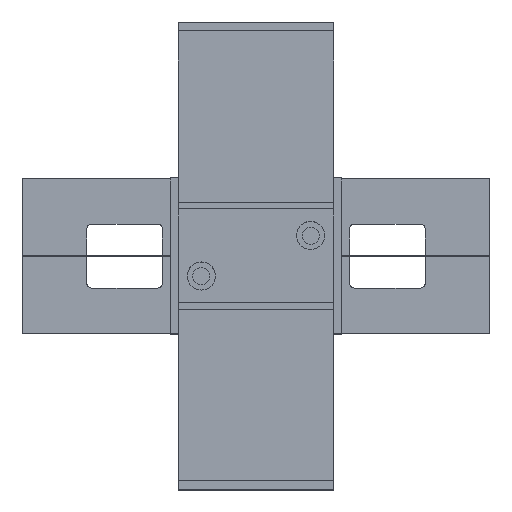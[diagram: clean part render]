
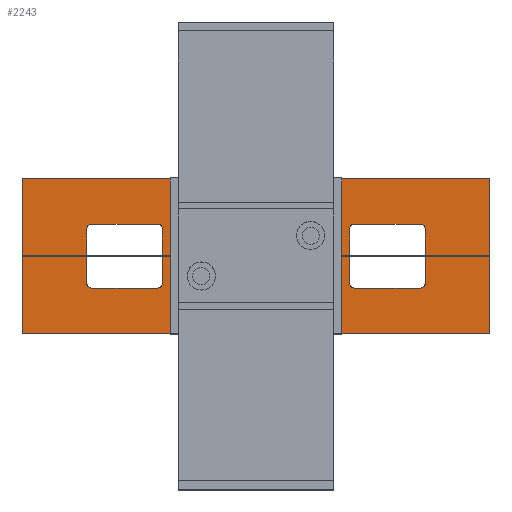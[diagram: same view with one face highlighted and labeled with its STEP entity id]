
A CAD part, top view. The second image highlights one B-rep face of the part: STEP entity #2243.
In plain terms, the highlighted planar face has unit normal (0, 0, 1).
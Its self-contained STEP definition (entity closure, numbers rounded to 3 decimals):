
#2243 = ADVANCED_FACE( '', ( #5787, #5788, #5789 ), #5790, .T. );
#5787 = FACE_BOUND( '', #9647, .T. );
#5788 = FACE_OUTER_BOUND( '', #9648, .T. );
#5789 = FACE_BOUND( '', #9649, .T. );
#5790 = PLANE( '', #9650 );
#9647 = EDGE_LOOP( '', ( #24802, #24803, #24804, #24805, #24806, #24807, #24808, #24809 ) );
#9648 = EDGE_LOOP( '', ( #24810, #24811, #24812, #24813 ) );
#9649 = EDGE_LOOP( '', ( #24814, #24815, #24816, #24817, #24818, #24819, #24820, #24821 ) );
#9650 = AXIS2_PLACEMENT_3D( '', #24822, #24823, #24824 );
#24802 = ORIENTED_EDGE( '', *, *, #29296, .F. );
#24803 = ORIENTED_EDGE( '', *, *, #29297, .T. );
#24804 = ORIENTED_EDGE( '', *, *, #29294, .F. );
#24805 = ORIENTED_EDGE( '', *, *, #29272, .T. );
#24806 = ORIENTED_EDGE( '', *, *, #29298, .F. );
#24807 = ORIENTED_EDGE( '', *, *, #29299, .T. );
#24808 = ORIENTED_EDGE( '', *, *, #29300, .F. );
#24809 = ORIENTED_EDGE( '', *, *, #29301, .T. );
#24810 = ORIENTED_EDGE( '', *, *, #29268, .T. );
#24811 = ORIENTED_EDGE( '', *, *, #29293, .T. );
#24812 = ORIENTED_EDGE( '', *, *, #29302, .T. );
#24813 = ORIENTED_EDGE( '', *, *, #29303, .T. );
#24814 = ORIENTED_EDGE( '', *, *, #29304, .F. );
#24815 = ORIENTED_EDGE( '', *, *, #29305, .T. );
#24816 = ORIENTED_EDGE( '', *, *, #29306, .F. );
#24817 = ORIENTED_EDGE( '', *, *, #29307, .T. );
#24818 = ORIENTED_EDGE( '', *, *, #29308, .F. );
#24819 = ORIENTED_EDGE( '', *, *, #29309, .T. );
#24820 = ORIENTED_EDGE( '', *, *, #29310, .F. );
#24821 = ORIENTED_EDGE( '', *, *, #29311, .T. );
#24822 = CARTESIAN_POINT( '', ( -149.5, -49.5, 4. ) );
#24823 = DIRECTION( '', ( 0., 0., 1. ) );
#24824 = DIRECTION( '', ( 1., 0., 0. ) );
#29268 = EDGE_CURVE( '', #36548, #36546, #36549, .T. );
#29272 = EDGE_CURVE( '', #36556, #36554, #36557, .F. );
#29293 = EDGE_CURVE( '', #36546, #36593, #36595, .T. );
#29294 = EDGE_CURVE( '', #36556, #36596, #36597, .T. );
#29296 = EDGE_CURVE( '', #36599, #36600, #36601, .T. );
#29297 = EDGE_CURVE( '', #36599, #36596, #36602, .F. );
#29298 = EDGE_CURVE( '', #36603, #36554, #36604, .T. );
#29299 = EDGE_CURVE( '', #36603, #36605, #36606, .F. );
#29300 = EDGE_CURVE( '', #36607, #36605, #36608, .T. );
#29301 = EDGE_CURVE( '', #36607, #36600, #36609, .F. );
#29302 = EDGE_CURVE( '', #36593, #36610, #36611, .T. );
#29303 = EDGE_CURVE( '', #36610, #36548, #36612, .T. );
#29304 = EDGE_CURVE( '', #36613, #36614, #36615, .T. );
#29305 = EDGE_CURVE( '', #36613, #36616, #36617, .F. );
#29306 = EDGE_CURVE( '', #36618, #36616, #36619, .T. );
#29307 = EDGE_CURVE( '', #36618, #36620, #36621, .F. );
#29308 = EDGE_CURVE( '', #36622, #36620, #36623, .T. );
#29309 = EDGE_CURVE( '', #36622, #36624, #36625, .F. );
#29310 = EDGE_CURVE( '', #36626, #36624, #36627, .T. );
#29311 = EDGE_CURVE( '', #36626, #36614, #36628, .F. );
#36546 = VERTEX_POINT( '', #50511 );
#36548 = VERTEX_POINT( '', #50514 );
#36549 = LINE( '', #50515, #50516 );
#36554 = VERTEX_POINT( '', #50522 );
#36556 = VERTEX_POINT( '', #50525 );
#36557 = CIRCLE( '', #50526, 3.1 );
#36593 = VERTEX_POINT( '', #50574 );
#36595 = LINE( '', #50577, #50578 );
#36596 = VERTEX_POINT( '', #50579 );
#36597 = LINE( '', #50580, #50581 );
#36599 = VERTEX_POINT( '', #50584 );
#36600 = VERTEX_POINT( '', #50585 );
#36601 = LINE( '', #50586, #50587 );
#36602 = CIRCLE( '', #50588, 3.1 );
#36603 = VERTEX_POINT( '', #50589 );
#36604 = LINE( '', #50590, #50591 );
#36605 = VERTEX_POINT( '', #50592 );
#36606 = CIRCLE( '', #50593, 3.1 );
#36607 = VERTEX_POINT( '', #50594 );
#36608 = LINE( '', #50595, #50596 );
#36609 = CIRCLE( '', #50597, 3.1 );
#36610 = VERTEX_POINT( '', #50598 );
#36611 = LINE( '', #50599, #50600 );
#36612 = LINE( '', #50601, #50602 );
#36613 = VERTEX_POINT( '', #50603 );
#36614 = VERTEX_POINT( '', #50604 );
#36615 = LINE( '', #50605, #50606 );
#36616 = VERTEX_POINT( '', #50607 );
#36617 = CIRCLE( '', #50608, 3.1 );
#36618 = VERTEX_POINT( '', #50609 );
#36619 = LINE( '', #50610, #50611 );
#36620 = VERTEX_POINT( '', #50612 );
#36621 = CIRCLE( '', #50613, 3.1 );
#36622 = VERTEX_POINT( '', #50614 );
#36623 = LINE( '', #50615, #50616 );
#36624 = VERTEX_POINT( '', #50617 );
#36625 = CIRCLE( '', #50618, 3.1 );
#36626 = VERTEX_POINT( '', #50619 );
#36627 = LINE( '', #50620, #50621 );
#36628 = CIRCLE( '', #50622, 3.1 );
#50511 = CARTESIAN_POINT( '', ( -149.5, -49.5, 4. ) );
#50514 = CARTESIAN_POINT( '', ( -149.5, 49.5, 4. ) );
#50515 = CARTESIAN_POINT( '', ( -149.5, 49.5, 4. ) );
#50516 = VECTOR( '', #55671, 1000. );
#50522 = CARTESIAN_POINT( '', ( -105.4, 20.5, 4. ) );
#50525 = CARTESIAN_POINT( '', ( -108.5, 17.4, 4. ) );
#50526 = AXIS2_PLACEMENT_3D( '', #55677, #55678, #55679 );
#50574 = CARTESIAN_POINT( '', ( 149.5, -49.5, 4. ) );
#50577 = CARTESIAN_POINT( '', ( -149.5, -49.5, 4. ) );
#50578 = VECTOR( '', #55714, 1000. );
#50579 = CARTESIAN_POINT( '', ( -108.5, -17.4, 4. ) );
#50580 = CARTESIAN_POINT( '', ( -108.5, 20.5, 4. ) );
#50581 = VECTOR( '', #55715, 1000. );
#50584 = CARTESIAN_POINT( '', ( -105.4, -20.5, 4. ) );
#50585 = CARTESIAN_POINT( '', ( -63.1, -20.5, 4. ) );
#50586 = CARTESIAN_POINT( '', ( -108.5, -20.5, 4. ) );
#50587 = VECTOR( '', #55717, 1000. );
#50588 = AXIS2_PLACEMENT_3D( '', #55718, #55719, #55720 );
#50589 = CARTESIAN_POINT( '', ( -63.1, 20.5, 4. ) );
#50590 = CARTESIAN_POINT( '', ( -60., 20.5, 4. ) );
#50591 = VECTOR( '', #55721, 1000. );
#50592 = CARTESIAN_POINT( '', ( -60., 17.4, 4. ) );
#50593 = AXIS2_PLACEMENT_3D( '', #55722, #55723, #55724 );
#50594 = CARTESIAN_POINT( '', ( -60., -17.4, 4. ) );
#50595 = CARTESIAN_POINT( '', ( -60., -20.5, 4. ) );
#50596 = VECTOR( '', #55725, 1000. );
#50597 = AXIS2_PLACEMENT_3D( '', #55726, #55727, #55728 );
#50598 = CARTESIAN_POINT( '', ( 149.5, 49.5, 4. ) );
#50599 = CARTESIAN_POINT( '', ( 149.5, -49.5, 4. ) );
#50600 = VECTOR( '', #55729, 1000. );
#50601 = CARTESIAN_POINT( '', ( 149.5, 49.5, 4. ) );
#50602 = VECTOR( '', #55730, 1000. );
#50603 = CARTESIAN_POINT( '', ( 60., 17.4, 4. ) );
#50604 = CARTESIAN_POINT( '', ( 60., -17.4, 4. ) );
#50605 = CARTESIAN_POINT( '', ( 60., 20.5, 4. ) );
#50606 = VECTOR( '', #55731, 1000. );
#50607 = CARTESIAN_POINT( '', ( 63.1, 20.5, 4. ) );
#50608 = AXIS2_PLACEMENT_3D( '', #55732, #55733, #55734 );
#50609 = CARTESIAN_POINT( '', ( 105.4, 20.5, 4. ) );
#50610 = CARTESIAN_POINT( '', ( 108.5, 20.5, 4. ) );
#50611 = VECTOR( '', #55735, 1000. );
#50612 = CARTESIAN_POINT( '', ( 108.5, 17.4, 4. ) );
#50613 = AXIS2_PLACEMENT_3D( '', #55736, #55737, #55738 );
#50614 = CARTESIAN_POINT( '', ( 108.5, -17.4, 4. ) );
#50615 = CARTESIAN_POINT( '', ( 108.5, -20.5, 4. ) );
#50616 = VECTOR( '', #55739, 1000. );
#50617 = CARTESIAN_POINT( '', ( 105.4, -20.5, 4. ) );
#50618 = AXIS2_PLACEMENT_3D( '', #55740, #55741, #55742 );
#50619 = CARTESIAN_POINT( '', ( 63.1, -20.5, 4. ) );
#50620 = CARTESIAN_POINT( '', ( 60., -20.5, 4. ) );
#50621 = VECTOR( '', #55743, 1000. );
#50622 = AXIS2_PLACEMENT_3D( '', #55744, #55745, #55746 );
#55671 = DIRECTION( '', ( 0., -1., 0. ) );
#55677 = CARTESIAN_POINT( '', ( -105.4, 17.4, 4. ) );
#55678 = DIRECTION( '', ( 0., 0., 1. ) );
#55679 = DIRECTION( '', ( 1., 0., 0. ) );
#55714 = DIRECTION( '', ( 1., 0., 0. ) );
#55715 = DIRECTION( '', ( 0., -1., 0. ) );
#55717 = DIRECTION( '', ( 1., 0., 0. ) );
#55718 = CARTESIAN_POINT( '', ( -105.4, -17.4, 4. ) );
#55719 = DIRECTION( '', ( 0., 0., 1. ) );
#55720 = DIRECTION( '', ( 1., 0., 0. ) );
#55721 = DIRECTION( '', ( -1., 0., 0. ) );
#55722 = CARTESIAN_POINT( '', ( -63.1, 17.4, 4. ) );
#55723 = DIRECTION( '', ( 0., 0., 1. ) );
#55724 = DIRECTION( '', ( 1., 0., 0. ) );
#55725 = DIRECTION( '', ( 0., 1., 0. ) );
#55726 = CARTESIAN_POINT( '', ( -63.1, -17.4, 4. ) );
#55727 = DIRECTION( '', ( 0., 0., 1. ) );
#55728 = DIRECTION( '', ( 1., 0., 0. ) );
#55729 = DIRECTION( '', ( 0., 1., 0. ) );
#55730 = DIRECTION( '', ( -1., 0., 0. ) );
#55731 = DIRECTION( '', ( 0., -1., 0. ) );
#55732 = CARTESIAN_POINT( '', ( 63.1, 17.4, 4. ) );
#55733 = DIRECTION( '', ( 0., 0., 1. ) );
#55734 = DIRECTION( '', ( 1., 0., 0. ) );
#55735 = DIRECTION( '', ( -1., 0., 0. ) );
#55736 = CARTESIAN_POINT( '', ( 105.4, 17.4, 4. ) );
#55737 = DIRECTION( '', ( 0., 0., 1. ) );
#55738 = DIRECTION( '', ( 1., 0., 0. ) );
#55739 = DIRECTION( '', ( 0., 1., 0. ) );
#55740 = CARTESIAN_POINT( '', ( 105.4, -17.4, 4. ) );
#55741 = DIRECTION( '', ( 0., 0., 1. ) );
#55742 = DIRECTION( '', ( 1., 0., 0. ) );
#55743 = DIRECTION( '', ( 1., 0., 0. ) );
#55744 = CARTESIAN_POINT( '', ( 63.1, -17.4, 4. ) );
#55745 = DIRECTION( '', ( 0., 0., 1. ) );
#55746 = DIRECTION( '', ( 1., 0., 0. ) );
